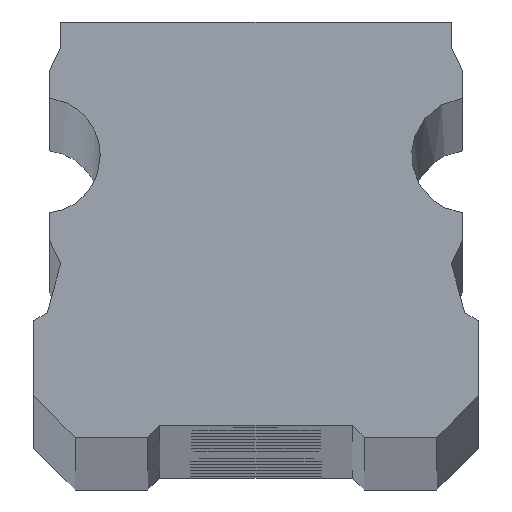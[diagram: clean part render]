
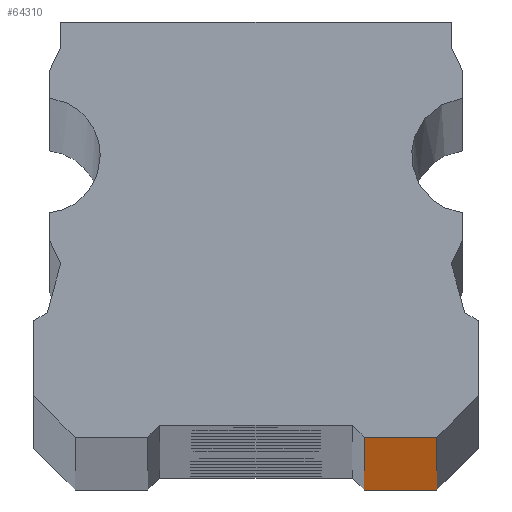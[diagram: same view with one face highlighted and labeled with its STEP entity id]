
A CAD part, top view. The second image highlights one B-rep face of the part: STEP entity #64310.
In plain terms, the highlighted free-form (B-spline) face has degree [1, 1] with [2, 2] control points.
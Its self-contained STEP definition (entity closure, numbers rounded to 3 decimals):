
#59360 = CARTESIAN_POINT ('', (6.1, 0., -510.));
#59370 = VERTEX_POINT ('', #59360);
#59430 = CARTESIAN_POINT ('', (3.65, 0., -510.));
#59440 = VERTEX_POINT ('', #59430);
#59450 = CARTESIAN_POINT ('', (3.65, 0., -510.));
#59460 = CARTESIAN_POINT ('', (6.1, 0., -510.));
#59470 = B_SPLINE_CURVE_WITH_KNOTS ('', 1, (#59450, #59460), .UNSPECIFIED., .F., .U., (2, 2), (0., 1.), .UNSPECIFIED.);
#59480 = EDGE_CURVE ('', #59440, #59370, #59470, .T.);
#62160 = CARTESIAN_POINT ('', (3.65, 0., 510.));
#62170 = VERTEX_POINT ('', #62160);
#62230 = CARTESIAN_POINT ('', (6.1, 0., 510.));
#62240 = VERTEX_POINT ('', #62230);
#62250 = CARTESIAN_POINT ('', (6.1, 0., 510.));
#62260 = CARTESIAN_POINT ('', (3.65, 0., 510.));
#62270 = B_SPLINE_CURVE_WITH_KNOTS ('', 1, (#62250, #62260), .UNSPECIFIED., .F., .U., (2, 2), (0., 1.), .UNSPECIFIED.);
#62280 = EDGE_CURVE ('', #62240, #62170, #62270, .T.);
#64020 = CARTESIAN_POINT ('', (6.1, 0., -510.));
#64030 = CARTESIAN_POINT ('', (6.1, 0., 510.));
#64040 = B_SPLINE_CURVE_WITH_KNOTS ('', 1, (#64020, #64030), .UNSPECIFIED., .F., .U., (2, 2), (0., 1.), .UNSPECIFIED.);
#64050 = EDGE_CURVE ('', #59370, #62240, #64040, .T.);
#64160 = CARTESIAN_POINT ('', (3.65, 0., 510.));
#64170 = CARTESIAN_POINT ('', (3.65, 0., -510.));
#64180 = B_SPLINE_CURVE_WITH_KNOTS ('', 1, (#64160, #64170), .UNSPECIFIED., .F., .U., (2, 2), (0., 1.), .UNSPECIFIED.);
#64190 = EDGE_CURVE ('', #62170, #59440, #64180, .T.);
#64200 = ORIENTED_EDGE ('', *, *, #64190, .T.);
#64210 = ORIENTED_EDGE ('', *, *, #59480, .T.);
#64220 = ORIENTED_EDGE ('', *, *, #64050, .T.);
#64230 = ORIENTED_EDGE ('', *, *, #62280, .T.);
#64240 = EDGE_LOOP ('', (#64200, #64210, #64220, #64230));
#64250 = FACE_OUTER_BOUND ('', #64240, .T.);
#64260 = CARTESIAN_POINT ('', (3.65, 0., 510.));
#64270 = CARTESIAN_POINT ('', (6.1, 0., 510.));
#64280 = CARTESIAN_POINT ('', (3.65, 0., -510.));
#64290 = CARTESIAN_POINT ('', (6.1, 0., -510.));
#64300 = B_SPLINE_SURFACE_WITH_KNOTS ('', 1, 1, ((#64260, #64270), (#64280, #64290)), .UNSPECIFIED., .F., .F., .U., (2, 2), (2, 2), (0., 1.), (0., 1.), .UNSPECIFIED.);
#64310 = ADVANCED_FACE ('', (#64250), #64300, .T.);
